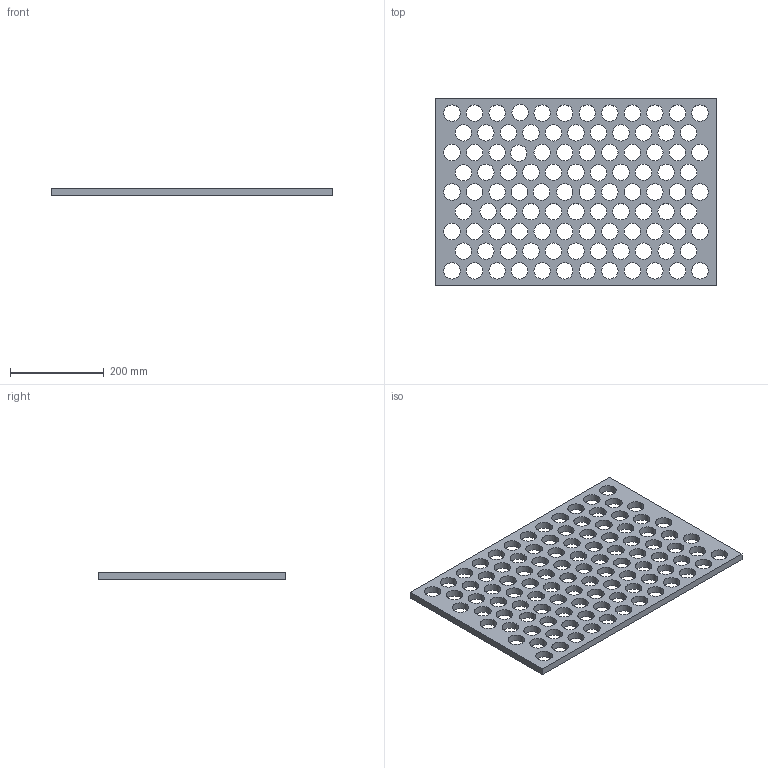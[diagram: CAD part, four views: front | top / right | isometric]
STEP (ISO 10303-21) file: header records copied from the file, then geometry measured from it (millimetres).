
FILE_DESCRIPTION(('FreeCAD Model'),'2;1');
FILE_NAME('plaque35.step','2020-02-12T23:31:29' ,('Author'),(''),'Open CASCADE STEP processor 7.3','FreeCAD','Unknown' );
FILE_SCHEMA(('AUTOMOTIVE_DESIGN { 1 0 10303 214 1 1 1 1 }'));
Length unit declared in the file: millimetre
Products named in the file (1): Pad
Bounding box: 600 x 400 x 15 mm (x, y, z)
Volume: 2099104.1 mm3; surface area: 481411.5 mm2
Topology: 1 solids, 1 shells, 110 faces, 324 edges, 216 vertices
Faces by surface type: cylinder 104, plane 6
Full cylindrical faces by diameter (mm): 35 x104
Entity records: 8445 total; most frequent: DIRECTION 1402, CARTESIAN_POINT 1299, ORIENTED_EDGE 648, PCURVE 648, DEFINITIONAL_REPRESENTATION 648, LINE 556, VECTOR 556, CIRCLE 416
